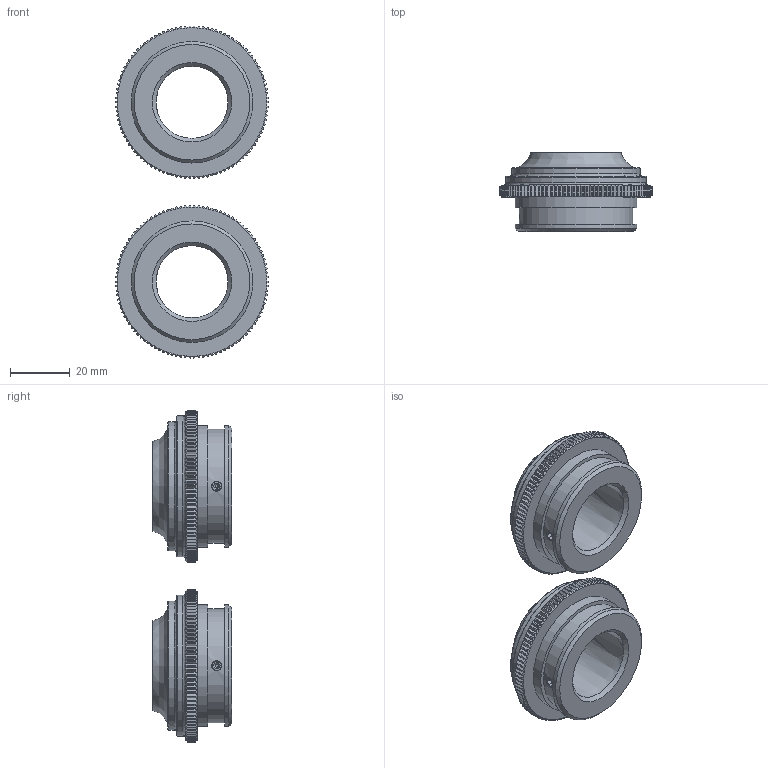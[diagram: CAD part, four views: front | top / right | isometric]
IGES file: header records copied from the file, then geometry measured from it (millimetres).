
Global section: file name: No Iges File Name specified; native system: Autodesk Inventor 2012; preprocessor: AutoDesk Inventor Iges Exporter R2012; author: adaniels; date: 20120621.105927; units: millimetre
Bounding box: 51 x 26.5 x 110.99 mm (x, y, z)
Volume: 45610.3 mm3; surface area: 17152.7 mm2
Topology: 4 solids, 4 shells, 1138 faces, 2472 edges, 1358 vertices
Faces by surface type: plane 458, cone 430, cylinder 224, revolution 20, torus 6
Full cylindrical faces by diameter (mm): 4 x2, 38 x2, 40.65 x4, 43 x2, 47 x2
